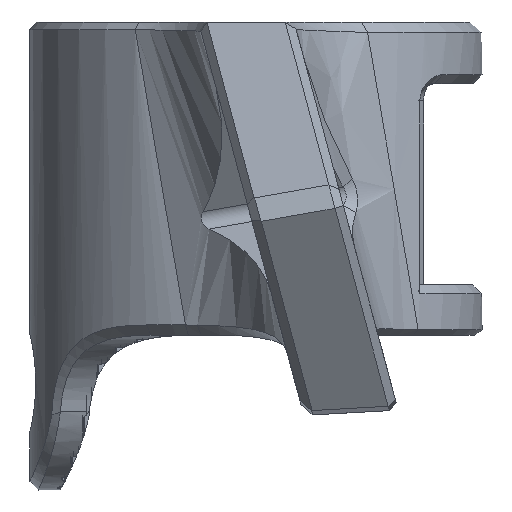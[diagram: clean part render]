
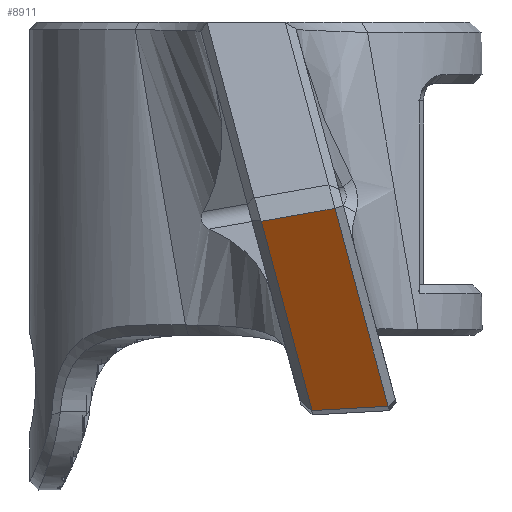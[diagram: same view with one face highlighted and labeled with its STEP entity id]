
A CAD part, front view. The second image highlights one B-rep face of the part: STEP entity #8911.
In plain terms, the highlighted planar face has unit normal (0.1, -0.819, -0.565).
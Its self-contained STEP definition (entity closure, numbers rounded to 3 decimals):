
#1146 = VERTEX_POINT ( 'NONE', #4727 ) ;
#1462 = EDGE_CURVE ( 'NONE', #1146, #12075, #8275, .T. ) ;
#1945 = ORIENTED_EDGE ( 'NONE', *, *, #3684, .T. ) ;
#2240 = CARTESIAN_POINT ( 'NONE',  ( 9.094, -68.585, 14.57 ) ) ;
#2304 = DIRECTION ( 'NONE',  ( -0.985, 0., -0.174 ) ) ;
#3684 = EDGE_CURVE ( 'NONE', #6991, #1146, #15785, .T. ) ;
#4159 = CARTESIAN_POINT ( 'NONE',  ( 6.45, -52.872, -8.683 ) ) ;
#4573 = AXIS2_PLACEMENT_3D ( 'NONE', #16890, #4774, #11995 ) ;
#4727 = CARTESIAN_POINT ( 'NONE',  ( 15.194, -52.148, -8.191 ) ) ;
#4774 = DIRECTION ( 'NONE',  ( -0.1, 0.819, 0.565 ) ) ;
#4981 = LINE ( 'NONE', #5382, #11222 ) ;
#5382 = CARTESIAN_POINT ( 'NONE',  ( 6.401, -53.005, -8.5 ) ) ;
#5990 = VECTOR ( 'NONE', #2304, 1000. ) ;
#6670 = EDGE_LOOP ( 'NONE', ( #11322, #7938, #1945, #13512, #11589 ) ) ;
#6991 = VERTEX_POINT ( 'NONE', #4159 ) ;
#7060 = VECTOR ( 'NONE', #11471, 1000. ) ;
#7938 = ORIENTED_EDGE ( 'NONE', *, *, #14115, .T. ) ;
#8270 = CARTESIAN_POINT ( 'NONE',  ( 16.649, -52.028, -8.11 ) ) ;
#8275 = LINE ( 'NONE', #17291, #7060 ) ;
#8284 = DIRECTION ( 'NONE',  ( 0.212, 0.572, -0.792 ) ) ;
#8554 = CARTESIAN_POINT ( 'NONE',  ( 0.62, -68.585, 13.075 ) ) ;
#8911 = ADVANCED_FACE ( 'NONE', ( #16597 ), #18105, .F. ) ;
#10040 = CARTESIAN_POINT ( 'NONE',  ( 9.096, -68.584, 14.569 ) ) ;
#10794 = DIRECTION ( 'NONE',  ( -0.714, -0.454, 0.533 ) ) ;
#11222 = VECTOR ( 'NONE', #8284, 1000. ) ;
#11322 = ORIENTED_EDGE ( 'NONE', *, *, #11946, .T. ) ;
#11471 = DIRECTION ( 'NONE',  ( -0.212, -0.572, 0.792 ) ) ;
#11589 = ORIENTED_EDGE ( 'NONE', *, *, #12765, .T. ) ;
#11946 = EDGE_CURVE ( 'NONE', #15056, #14574, #19208, .T. ) ;
#11995 = DIRECTION ( 'NONE',  ( 0., -0.568, 0.823 ) ) ;
#12075 = VERTEX_POINT ( 'NONE', #10040 ) ;
#12765 = EDGE_CURVE ( 'NONE', #12075, #15056, #18514, .T. ) ;
#12786 = DIRECTION ( 'NONE',  ( 0.995, 0.082, 0.056 ) ) ;
#13512 = ORIENTED_EDGE ( 'NONE', *, *, #1462, .T. ) ;
#14115 = EDGE_CURVE ( 'NONE', #14574, #6991, #4981, .T. ) ;
#14552 = VECTOR ( 'NONE', #12786, 1000. ) ;
#14574 = VERTEX_POINT ( 'NONE', #8554 ) ;
#14775 = VECTOR ( 'NONE', #10794, 1000. ) ;
#15056 = VERTEX_POINT ( 'NONE', #2240 ) ;
#15785 = LINE ( 'NONE', #8270, #14552 ) ;
#16597 = FACE_OUTER_BOUND ( 'NONE', #6670, .T. ) ;
#16722 = CARTESIAN_POINT ( 'NONE',  ( 15.796, -64.32, 9.566 ) ) ;
#16890 = CARTESIAN_POINT ( 'NONE',  ( 36.948, -37.161, -26.089 ) ) ;
#17291 = CARTESIAN_POINT ( 'NONE',  ( 21.005, -36.489, -29.876 ) ) ;
#18105 = PLANE ( 'NONE',  #4573 ) ;
#18514 = LINE ( 'NONE', #16722, #14775 ) ;
#19208 = LINE ( 'NONE', #19498, #5990 ) ;
#19498 = CARTESIAN_POINT ( 'NONE',  ( 29.155, -68.585, 18.107 ) ) ;
